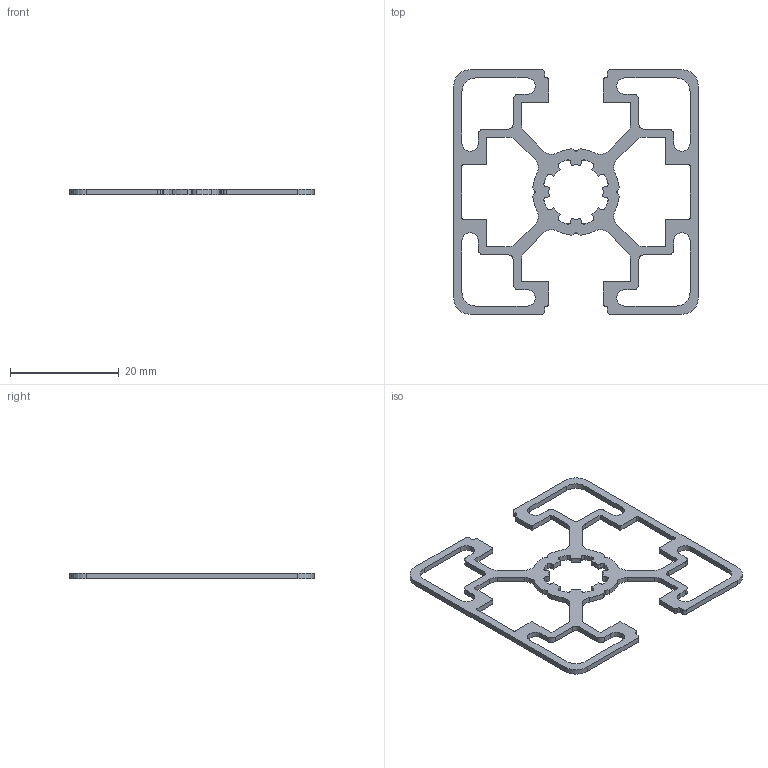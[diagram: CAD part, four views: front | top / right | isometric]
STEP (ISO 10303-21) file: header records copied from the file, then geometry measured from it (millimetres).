
FILE_DESCRIPTION(/* description */ ('BSB Aluminum Profile 45x45-LZ'),/* implementation_level */ '2;1');
FILE_NAME(/* name */ '1007526.ipt.stp',/* time_stamp */ '2020-04-01T16:46:06+02:00',/* author */ ('davee'),/* organization */ (''),/* preprocessor_version */ 'ST-DEVELOPER v16.5',/* originating_system */ 'Autodesk Inventor 2017',/* authorisation */ '');
FILE_SCHEMA (('AUTOMOTIVE_DESIGN { 1 0 10303 214 3 1 1 }'));
Length unit declared in the file: millimetre
Products named in the file (1): 1007526
Bounding box: 45 x 45 x 1 mm (x, y, z)
Volume: 605.1 mm3; surface area: 1844.6 mm2
Topology: 1 solids, 1 shells, 228 faces, 678 edges, 452 vertices
Faces by surface type: cylinder 130, plane 98
Entity records: 7800 total; most frequent: DIRECTION 1396, CARTESIAN_POINT 1359, ORIENTED_EDGE 1356, EDGE_CURVE 678, AXIS2_PLACEMENT_3D 489, VERTEX_POINT 452, LINE 418, VECTOR 418
